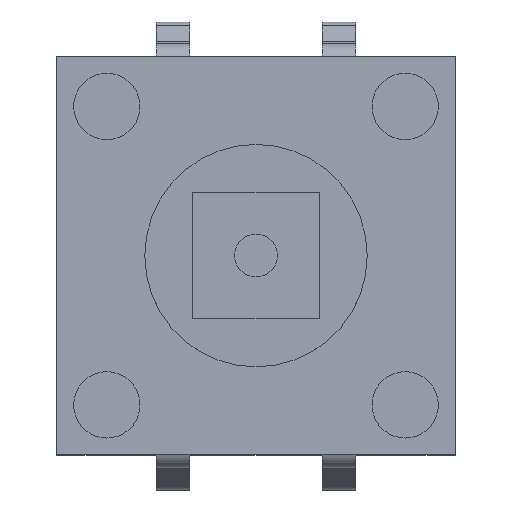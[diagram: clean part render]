
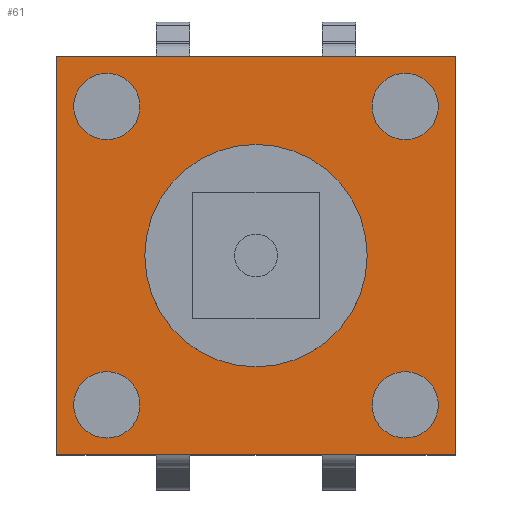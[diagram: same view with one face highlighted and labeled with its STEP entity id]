
A CAD part, top view. The second image highlights one B-rep face of the part: STEP entity #61.
In plain terms, the highlighted planar face has unit normal (0, 0, 1).
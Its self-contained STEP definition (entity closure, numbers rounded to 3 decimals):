
#61=ADVANCED_FACE('',(#185,#186,#187,#188,#189,#190),#191,.T.);
#185=FACE_OUTER_BOUND('',#405,.T.);
#186=FACE_BOUND('',#406,.T.);
#187=FACE_BOUND('',#407,.T.);
#188=FACE_BOUND('',#408,.T.);
#189=FACE_BOUND('',#409,.T.);
#190=FACE_BOUND('',#410,.T.);
#191=PLANE('',#411);
#405=EDGE_LOOP('',(#720,#721,#722,#723));
#406=EDGE_LOOP('',(#724,#725));
#407=EDGE_LOOP('',(#726,#727));
#408=EDGE_LOOP('',(#728,#729));
#409=EDGE_LOOP('',(#730,#731));
#410=EDGE_LOOP('',(#732,#733));
#411=AXIS2_PLACEMENT_3D('',#734,#735,#736);
#720=ORIENTED_EDGE('',*,*,#1481,.T.);
#721=ORIENTED_EDGE('',*,*,#1513,.F.);
#722=ORIENTED_EDGE('',*,*,#1500,.F.);
#723=ORIENTED_EDGE('',*,*,#1475,.T.);
#724=ORIENTED_EDGE('',*,*,#1514,.T.);
#725=ORIENTED_EDGE('',*,*,#1515,.T.);
#726=ORIENTED_EDGE('',*,*,#1516,.F.);
#727=ORIENTED_EDGE('',*,*,#1517,.F.);
#728=ORIENTED_EDGE('',*,*,#1518,.F.);
#729=ORIENTED_EDGE('',*,*,#1519,.F.);
#730=ORIENTED_EDGE('',*,*,#1520,.F.);
#731=ORIENTED_EDGE('',*,*,#1521,.F.);
#732=ORIENTED_EDGE('',*,*,#1522,.F.);
#733=ORIENTED_EDGE('',*,*,#1523,.F.);
#734=CARTESIAN_POINT('',(-6.0,6.0,0.0));
#735=DIRECTION('',(0.0,0.0,1.0));
#736=DIRECTION('',(1.0,0.0,0.0));
#1475=EDGE_CURVE('',#1777,#1778,#1779,.T.);
#1481=EDGE_CURVE('',#1778,#1788,#1790,.T.);
#1500=EDGE_CURVE('',#1777,#1824,#1825,.T.);
#1513=EDGE_CURVE('',#1824,#1788,#1847,.T.);
#1514=EDGE_CURVE('',#1848,#1849,#1850,.T.);
#1515=EDGE_CURVE('',#1849,#1848,#1851,.T.);
#1516=EDGE_CURVE('',#1852,#1853,#1854,.T.);
#1517=EDGE_CURVE('',#1853,#1852,#1855,.T.);
#1518=EDGE_CURVE('',#1856,#1857,#1858,.T.);
#1519=EDGE_CURVE('',#1857,#1856,#1859,.T.);
#1520=EDGE_CURVE('',#1860,#1861,#1862,.T.);
#1521=EDGE_CURVE('',#1861,#1860,#1863,.T.);
#1522=EDGE_CURVE('',#1864,#1865,#1866,.T.);
#1523=EDGE_CURVE('',#1865,#1864,#1867,.T.);
#1777=VERTEX_POINT('',#2243);
#1778=VERTEX_POINT('',#2244);
#1779=LINE('',#2245,#2246);
#1788=VERTEX_POINT('',#2259);
#1790=LINE('',#2262,#2263);
#1824=VERTEX_POINT('',#2315);
#1825=LINE('',#2316,#2317);
#1847=LINE('',#2351,#2352);
#1848=VERTEX_POINT('',#2353);
#1849=VERTEX_POINT('',#2354);
#1850=CIRCLE('',#2355,3.35);
#1851=CIRCLE('',#2356,3.35);
#1852=VERTEX_POINT('',#2357);
#1853=VERTEX_POINT('',#2358);
#1854=CIRCLE('',#2359,1.0);
#1855=CIRCLE('',#2360,1.0);
#1856=VERTEX_POINT('',#2361);
#1857=VERTEX_POINT('',#2362);
#1858=CIRCLE('',#2363,1.0);
#1859=CIRCLE('',#2364,1.0);
#1860=VERTEX_POINT('',#2365);
#1861=VERTEX_POINT('',#2366);
#1862=CIRCLE('',#2367,1.0);
#1863=CIRCLE('',#2368,1.0);
#1864=VERTEX_POINT('',#2369);
#1865=VERTEX_POINT('',#2370);
#1866=CIRCLE('',#2371,1.0);
#1867=CIRCLE('',#2372,1.0);
#2243=CARTESIAN_POINT('',(-6.0,6.0,0.0));
#2244=CARTESIAN_POINT('',(-6.0,-6.0,0.0));
#2245=CARTESIAN_POINT('',(-6.0,6.0,0.0));
#2246=VECTOR('',#2855,12.0);
#2259=CARTESIAN_POINT('',(6.0,-6.0,0.0));
#2262=CARTESIAN_POINT('',(-6.0,-6.0,0.0));
#2263=VECTOR('',#2861,12.0);
#2315=CARTESIAN_POINT('',(6.0,6.0,0.0));
#2316=CARTESIAN_POINT('',(-6.0,6.0,0.0));
#2317=VECTOR('',#2880,12.0);
#2351=CARTESIAN_POINT('',(6.0,6.0,0.0));
#2352=VECTOR('',#2893,12.0);
#2353=CARTESIAN_POINT('',(-3.35,0.0,0.0));
#2354=CARTESIAN_POINT('',(3.35,0.0,0.0));
#2355=AXIS2_PLACEMENT_3D('',#2894,#2895,#2896);
#2356=AXIS2_PLACEMENT_3D('',#2897,#2898,#2899);
#2357=CARTESIAN_POINT('',(-4.495,3.495,0.0));
#2358=CARTESIAN_POINT('',(-4.495,5.495,0.0));
#2359=AXIS2_PLACEMENT_3D('',#2900,#2901,#2902);
#2360=AXIS2_PLACEMENT_3D('',#2903,#2904,#2905);
#2361=CARTESIAN_POINT('',(4.495,3.495,0.0));
#2362=CARTESIAN_POINT('',(4.495,5.495,0.0));
#2363=AXIS2_PLACEMENT_3D('',#2906,#2907,#2908);
#2364=AXIS2_PLACEMENT_3D('',#2909,#2910,#2911);
#2365=CARTESIAN_POINT('',(4.495,-5.495,0.0));
#2366=CARTESIAN_POINT('',(4.495,-3.495,0.0));
#2367=AXIS2_PLACEMENT_3D('',#2912,#2913,#2914);
#2368=AXIS2_PLACEMENT_3D('',#2915,#2916,#2917);
#2369=CARTESIAN_POINT('',(-4.495,-5.495,0.0));
#2370=CARTESIAN_POINT('',(-4.495,-3.495,0.0));
#2371=AXIS2_PLACEMENT_3D('',#2918,#2919,#2920);
#2372=AXIS2_PLACEMENT_3D('',#2921,#2922,#2923);
#2855=DIRECTION('',(0.0,-1.0,0.0));
#2861=DIRECTION('',(1.0,0.0,0.0));
#2880=DIRECTION('',(1.0,0.0,0.0));
#2893=DIRECTION('',(0.0,-1.0,0.0));
#2894=CARTESIAN_POINT('',(0.0,0.0,0.0));
#2895=DIRECTION('',(0.0,0.0,-1.0));
#2896=DIRECTION('',(-1.0,0.0,0.0));
#2897=CARTESIAN_POINT('',(0.0,0.0,0.0));
#2898=DIRECTION('',(0.0,0.0,-1.0));
#2899=DIRECTION('',(1.0,0.0,0.0));
#2900=CARTESIAN_POINT('',(-4.495,4.495,0.0));
#2901=DIRECTION('',(0.0,0.0,1.0));
#2902=DIRECTION('',(0.0,-1.0,0.0));
#2903=CARTESIAN_POINT('',(-4.495,4.495,0.0));
#2904=DIRECTION('',(0.0,-0.0,1.0));
#2905=DIRECTION('',(0.0,1.0,0.0));
#2906=CARTESIAN_POINT('',(4.495,4.495,0.0));
#2907=DIRECTION('',(0.0,0.0,1.0));
#2908=DIRECTION('',(0.0,-1.0,0.0));
#2909=CARTESIAN_POINT('',(4.495,4.495,0.0));
#2910=DIRECTION('',(0.0,-0.0,1.0));
#2911=DIRECTION('',(0.0,1.0,0.0));
#2912=CARTESIAN_POINT('',(4.495,-4.495,0.0));
#2913=DIRECTION('',(0.0,0.0,1.0));
#2914=DIRECTION('',(0.0,-1.0,0.0));
#2915=CARTESIAN_POINT('',(4.495,-4.495,0.0));
#2916=DIRECTION('',(0.0,-0.0,1.0));
#2917=DIRECTION('',(0.0,1.0,0.0));
#2918=CARTESIAN_POINT('',(-4.495,-4.495,0.0));
#2919=DIRECTION('',(0.0,0.0,1.0));
#2920=DIRECTION('',(0.0,-1.0,0.0));
#2921=CARTESIAN_POINT('',(-4.495,-4.495,0.0));
#2922=DIRECTION('',(0.0,-0.0,1.0));
#2923=DIRECTION('',(0.0,1.0,0.0));
